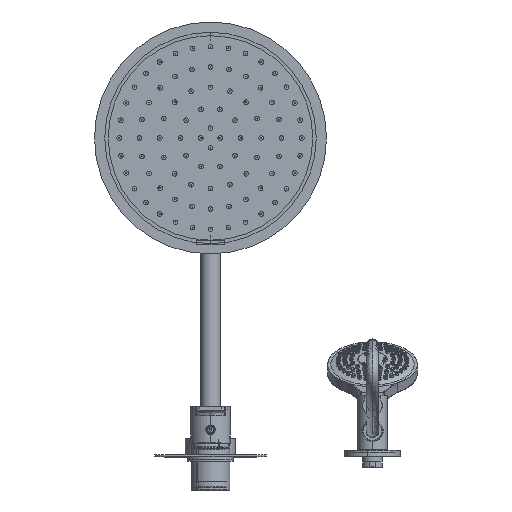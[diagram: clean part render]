
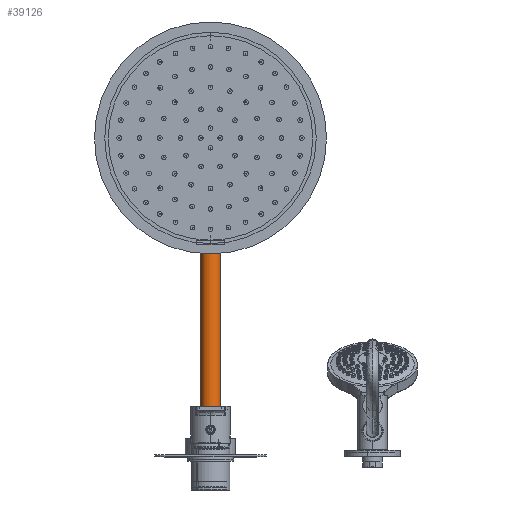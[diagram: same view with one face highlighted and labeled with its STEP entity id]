
A CAD part, front view. The second image highlights one B-rep face of the part: STEP entity #39126.
In plain terms, the highlighted cylindrical face has radius 11 mm (diameter 22 mm), a partial arc.
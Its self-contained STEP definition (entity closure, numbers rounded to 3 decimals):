
#213 = FACE_OUTER_BOUND ( 'NONE', #5722, .T. ) ;
#379 = EDGE_CURVE ( 'NONE', #40718, #10827, #12155, .T. ) ;
#2060 = DIRECTION ( 'NONE',  ( 0., 0., 1. ) ) ;
#3101 = EDGE_CURVE ( 'NONE', #14774, #40718, #43942, .T. ) ;
#3504 = DIRECTION ( 'NONE',  ( 0., 0., -1. ) ) ;
#5722 = EDGE_LOOP ( 'NONE', ( #30768, #28580, #26576, #18513, #47339 ) ) ;
#5862 = AXIS2_PLACEMENT_3D ( 'NONE', #17735, #18365, #43752 ) ;
#6496 = CARTESIAN_POINT ( 'NONE',  ( 48., 654.455, 199.043 ) ) ;
#6646 = DIRECTION ( 'NONE',  ( 0., 0., -1. ) ) ;
#6944 = LINE ( 'NONE', #9807, #40657 ) ;
#9543 = EDGE_CURVE ( 'NONE', #29905, #26745, #19743, .T. ) ;
#9807 = CARTESIAN_POINT ( 'NONE',  ( 26., 654.455, 199.043 ) ) ;
#9816 = DIRECTION ( 'NONE',  ( 1., 0., 0. ) ) ;
#10334 = EDGE_CURVE ( 'NONE', #14774, #26745, #6944, .T. ) ;
#10827 = VERTEX_POINT ( 'NONE', #29047 ) ;
#12155 = CIRCLE ( 'NONE', #13579, 11. ) ;
#12444 = EDGE_CURVE ( 'NONE', #10827, #29905, #45662, .T. ) ;
#13579 = AXIS2_PLACEMENT_3D ( 'NONE', #39578, #24739, #9816 ) ;
#14774 = VERTEX_POINT ( 'NONE', #21393 ) ;
#17617 = CARTESIAN_POINT ( 'NONE',  ( 37., 654.455, 199.043 ) ) ;
#17735 = CARTESIAN_POINT ( 'NONE',  ( 37., 654.455, -84.457 ) ) ;
#18196 = AXIS2_PLACEMENT_3D ( 'NONE', #17617, #3504, #33053 ) ;
#18365 = DIRECTION ( 'NONE',  ( 0., 0., -1. ) ) ;
#18513 = ORIENTED_EDGE ( 'NONE', *, *, #10334, .T. ) ;
#19743 = CIRCLE ( 'NONE', #5862, 11. ) ;
#20400 = DIRECTION ( 'NONE',  ( 1., 0., 0. ) ) ;
#21393 = CARTESIAN_POINT ( 'NONE',  ( 26., 654.455, 199.043 ) ) ;
#24739 = DIRECTION ( 'NONE',  ( 0., 0., 1. ) ) ;
#26576 = ORIENTED_EDGE ( 'NONE', *, *, #3101, .F. ) ;
#26745 = VERTEX_POINT ( 'NONE', #43163 ) ;
#28580 = ORIENTED_EDGE ( 'NONE', *, *, #379, .F. ) ;
#29047 = CARTESIAN_POINT ( 'NONE',  ( 48., 654.455, 199.043 ) ) ;
#29905 = VERTEX_POINT ( 'NONE', #39684 ) ;
#30768 = ORIENTED_EDGE ( 'NONE', *, *, #12444, .F. ) ;
#32570 = CARTESIAN_POINT ( 'NONE',  ( 37., 643.455, 199.043 ) ) ;
#33053 = DIRECTION ( 'NONE',  ( -1., 0., 0. ) ) ;
#38752 = VECTOR ( 'NONE', #6646, 1000. ) ;
#39126 = ADVANCED_FACE ( 'NONE', ( #213 ), #47802, .T. ) ;
#39578 = CARTESIAN_POINT ( 'NONE',  ( 37., 654.455, 199.043 ) ) ;
#39684 = CARTESIAN_POINT ( 'NONE',  ( 48., 654.455, -84.457 ) ) ;
#40657 = VECTOR ( 'NONE', #47275, 1000. ) ;
#40718 = VERTEX_POINT ( 'NONE', #32570 ) ;
#42662 = CARTESIAN_POINT ( 'NONE',  ( 37., 654.455, 199.043 ) ) ;
#43163 = CARTESIAN_POINT ( 'NONE',  ( 26., 654.455, -84.457 ) ) ;
#43563 = AXIS2_PLACEMENT_3D ( 'NONE', #42662, #2060, #20400 ) ;
#43752 = DIRECTION ( 'NONE',  ( -1., 0., 0. ) ) ;
#43942 = CIRCLE ( 'NONE', #43563, 11. ) ;
#45662 = LINE ( 'NONE', #6496, #38752 ) ;
#47275 = DIRECTION ( 'NONE',  ( 0., 0., -1. ) ) ;
#47339 = ORIENTED_EDGE ( 'NONE', *, *, #9543, .F. ) ;
#47802 = CYLINDRICAL_SURFACE ( 'NONE', #18196, 11. ) ;
